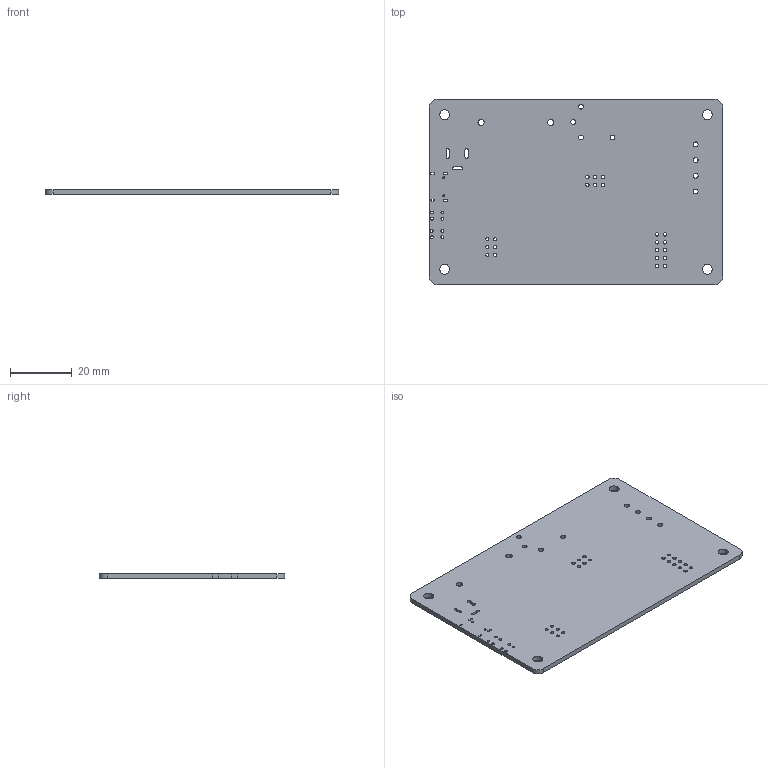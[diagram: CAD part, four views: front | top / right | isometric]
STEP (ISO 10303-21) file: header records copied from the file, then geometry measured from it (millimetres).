
FILE_DESCRIPTION(('Designed by EasyEDA Pro'),'2;1');
FILE_NAME('Open CASCADE Shape Model','2025-05-04T23:30:40',('Author'),( 'Open CASCADE'),'Open CASCADE STEP processor 7.8','Open CASCADE 7.8' ,'Unknown');
FILE_SCHEMA(('AUTOMOTIVE_DESIGN { 1 0 10303 214 1 1 1 1 }'));
Length unit declared in the file: millimetre
Products named in the file (6): qqlE-PCBModel; qqlE-TopTrack; qqlE-BottomTrack; qqlE-Board; qqlE-Top FPC Stiffener; qqlE-Bot FPC Stiffener
Assembly tree (5 placements, depth 2):
  qqlE-PCBModel
    qqlE-TopTrack
    qqlE-BottomTrack
    qqlE-Board
    qqlE-Top FPC Stiffener
    qqlE-Bot FPC Stiffener
Bounding box: 94.97 x 59.97 x 1.6 mm (x, y, z)
Volume: 8957.5 mm3; surface area: 12054.5 mm2
Topology: 1 solids, 1 shells, 130 faces, 384 edges, 256 vertices
Faces by surface type: cylinder 110, plane 20
Entity records: 5688 total; most frequent: DIRECTION 876, CARTESIAN_POINT 776, ORIENTED_EDGE 768, EDGE_CURVE 384, AXIS2_PLACEMENT_3D 356, VERTEX_POINT 256, FACE_BOUND 236, EDGE_LOOP 236
